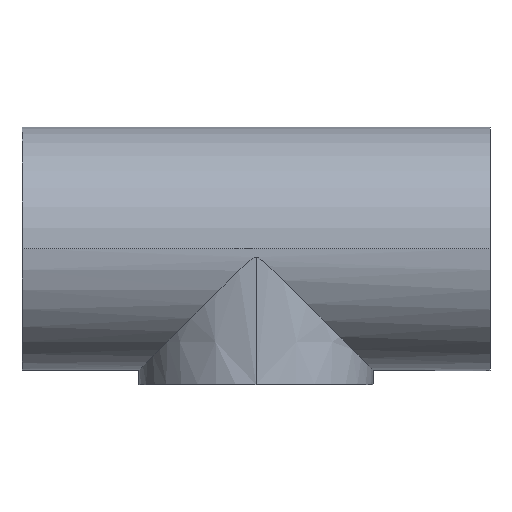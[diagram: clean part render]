
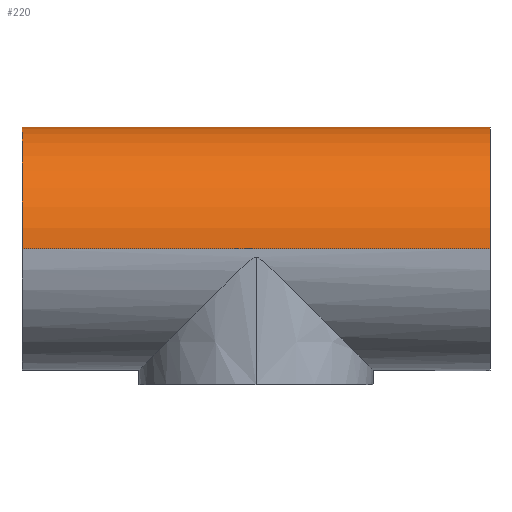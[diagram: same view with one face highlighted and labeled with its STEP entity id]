
A CAD part, top view. The second image highlights one B-rep face of the part: STEP entity #220.
In plain terms, the highlighted cylindrical face has radius 52 mm (diameter 104 mm), a partial arc.
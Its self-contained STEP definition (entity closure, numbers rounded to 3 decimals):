
#12 = EDGE_CURVE ( 'NONE', #112, #96, #491, .T. ) ;
#16 = ORIENTED_EDGE ( 'NONE', *, *, #599, .T. ) ;
#20 = FACE_OUTER_BOUND ( 'NONE', #45, .T. ) ;
#45 = EDGE_LOOP ( 'NONE', ( #258, #16, #475, #520 ) ) ;
#96 = VERTEX_POINT ( 'NONE', #531 ) ;
#98 = DIRECTION ( 'NONE',  ( 1., 0., 0. ) ) ;
#112 = VERTEX_POINT ( 'NONE', #159 ) ;
#159 = CARTESIAN_POINT ( 'NONE',  ( 100., 58., -52. ) ) ;
#167 = VECTOR ( 'NONE', #553, 1000. ) ;
#184 = CARTESIAN_POINT ( 'NONE',  ( -100., 58., -52. ) ) ;
#204 = CYLINDRICAL_SURFACE ( 'NONE', #480, 52. ) ;
#220 = ADVANCED_FACE ( 'NONE', ( #20 ), #204, .T. ) ;
#230 = CARTESIAN_POINT ( 'NONE',  ( -100., 58., 52. ) ) ;
#258 = ORIENTED_EDGE ( 'NONE', *, *, #483, .T. ) ;
#289 = CARTESIAN_POINT ( 'NONE',  ( -100., 58., 52. ) ) ;
#296 = DIRECTION ( 'NONE',  ( 1., 0., 0. ) ) ;
#313 = DIRECTION ( 'NONE',  ( 1., 0., 0. ) ) ;
#331 = VERTEX_POINT ( 'NONE', #289 ) ;
#365 = LINE ( 'NONE', #184, #167 ) ;
#421 = DIRECTION ( 'NONE',  ( 0., 0., -1. ) ) ;
#456 = EDGE_CURVE ( 'NONE', #773, #112, #365, .T. ) ;
#472 = CARTESIAN_POINT ( 'NONE',  ( 100., 58., 0. ) ) ;
#475 = ORIENTED_EDGE ( 'NONE', *, *, #12, .F. ) ;
#480 = AXIS2_PLACEMENT_3D ( 'NONE', #577, #709, #650 ) ;
#483 = EDGE_CURVE ( 'NONE', #773, #331, #601, .T. ) ;
#491 = CIRCLE ( 'NONE', #689, 52. ) ;
#520 = ORIENTED_EDGE ( 'NONE', *, *, #456, .F. ) ;
#531 = CARTESIAN_POINT ( 'NONE',  ( 100., 58., 52. ) ) ;
#553 = DIRECTION ( 'NONE',  ( 1., 0., 0. ) ) ;
#558 = AXIS2_PLACEMENT_3D ( 'NONE', #679, #313, #421 ) ;
#577 = CARTESIAN_POINT ( 'NONE',  ( -100., 58., 0. ) ) ;
#598 = LINE ( 'NONE', #230, #656 ) ;
#599 = EDGE_CURVE ( 'NONE', #331, #96, #598, .T. ) ;
#601 = CIRCLE ( 'NONE', #558, 52. ) ;
#650 = DIRECTION ( 'NONE',  ( 0., 0., -1. ) ) ;
#656 = VECTOR ( 'NONE', #98, 1000. ) ;
#679 = CARTESIAN_POINT ( 'NONE',  ( -100., 58., 0. ) ) ;
#689 = AXIS2_PLACEMENT_3D ( 'NONE', #472, #296, #710 ) ;
#709 = DIRECTION ( 'NONE',  ( 1., 0., 0. ) ) ;
#710 = DIRECTION ( 'NONE',  ( 0., 0., -1. ) ) ;
#773 = VERTEX_POINT ( 'NONE', #806 ) ;
#806 = CARTESIAN_POINT ( 'NONE',  ( -100., 58., -52. ) ) ;
